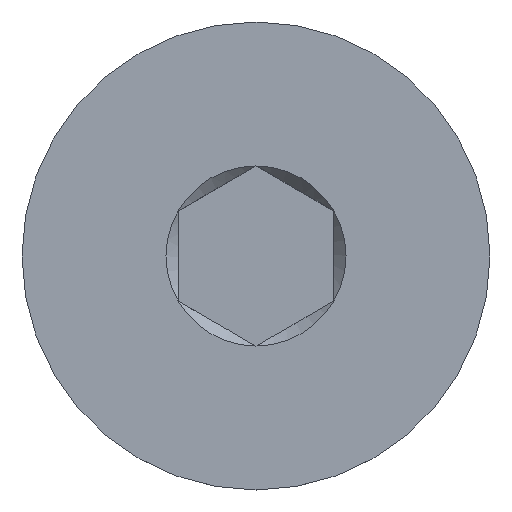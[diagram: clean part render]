
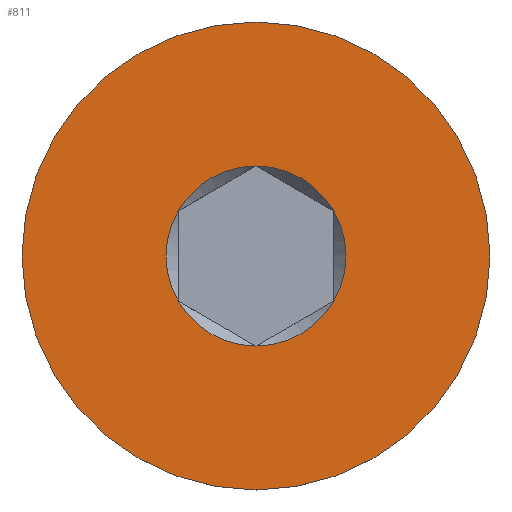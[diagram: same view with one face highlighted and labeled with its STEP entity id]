
A CAD part, top view. The second image highlights one B-rep face of the part: STEP entity #811.
In plain terms, the highlighted planar face has unit normal (0, 0, 1).
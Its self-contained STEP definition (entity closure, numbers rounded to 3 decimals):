
#17=FACE_BOUND('',#148,.T.);
#18=PLANE('',#892);
#99=FACE_OUTER_BOUND('',#147,.T.);
#147=EDGE_LOOP('',(#634,#635));
#148=EDGE_LOOP('',(#636,#637,#638,#639,#640,#641));
#172=CIRCLE('',#883,1.155);
#173=CIRCLE('',#885,3.);
#174=CIRCLE('',#886,3.);
#179=CIRCLE('',#893,1.155);
#180=CIRCLE('',#894,1.155);
#181=CIRCLE('',#895,1.155);
#182=CIRCLE('',#896,1.155);
#183=CIRCLE('',#897,1.155);
#357=VERTEX_POINT('',#3824);
#358=VERTEX_POINT('',#3825);
#359=VERTEX_POINT('',#3831);
#360=VERTEX_POINT('',#3832);
#366=VERTEX_POINT('',#3870);
#367=VERTEX_POINT('',#3872);
#368=VERTEX_POINT('',#3874);
#369=VERTEX_POINT('',#3876);
#465=EDGE_CURVE('',#357,#358,#172,.T.);
#466=EDGE_CURVE('',#359,#360,#173,.T.);
#467=EDGE_CURVE('',#360,#359,#174,.T.);
#476=EDGE_CURVE('',#358,#366,#179,.T.);
#477=EDGE_CURVE('',#366,#367,#180,.T.);
#478=EDGE_CURVE('',#367,#368,#181,.T.);
#479=EDGE_CURVE('',#368,#369,#182,.T.);
#480=EDGE_CURVE('',#369,#357,#183,.T.);
#634=ORIENTED_EDGE('',*,*,#466,.T.);
#635=ORIENTED_EDGE('',*,*,#467,.T.);
#636=ORIENTED_EDGE('',*,*,#476,.T.);
#637=ORIENTED_EDGE('',*,*,#477,.T.);
#638=ORIENTED_EDGE('',*,*,#478,.T.);
#639=ORIENTED_EDGE('',*,*,#479,.T.);
#640=ORIENTED_EDGE('',*,*,#480,.T.);
#641=ORIENTED_EDGE('',*,*,#465,.T.);
#811=ADVANCED_FACE('',(#99,#17),#18,.F.);
#883=AXIS2_PLACEMENT_3D('',#3829,#1010,#1011);
#885=AXIS2_PLACEMENT_3D('',#3833,#1014,#1015);
#886=AXIS2_PLACEMENT_3D('',#3834,#1016,#1017);
#892=AXIS2_PLACEMENT_3D('',#3869,#1030,#1031);
#893=AXIS2_PLACEMENT_3D('',#3871,#1032,#1033);
#894=AXIS2_PLACEMENT_3D('',#3873,#1034,#1035);
#895=AXIS2_PLACEMENT_3D('',#3875,#1036,#1037);
#896=AXIS2_PLACEMENT_3D('',#3877,#1038,#1039);
#897=AXIS2_PLACEMENT_3D('',#3878,#1040,#1041);
#1010=DIRECTION('center_axis',(0.,0.,-1.));
#1011=DIRECTION('ref_axis',(-1.,0.,0.));
#1014=DIRECTION('center_axis',(0.,0.,1.));
#1015=DIRECTION('ref_axis',(0.,-1.,0.));
#1016=DIRECTION('center_axis',(0.,0.,1.));
#1017=DIRECTION('ref_axis',(0.,-1.,0.));
#1030=DIRECTION('center_axis',(0.,0.,-1.));
#1031=DIRECTION('ref_axis',(0.,1.,0.));
#1032=DIRECTION('center_axis',(0.,0.,-1.));
#1033=DIRECTION('ref_axis',(-1.,0.,0.));
#1034=DIRECTION('center_axis',(0.,0.,-1.));
#1035=DIRECTION('ref_axis',(-1.,0.,0.));
#1036=DIRECTION('center_axis',(0.,0.,-1.));
#1037=DIRECTION('ref_axis',(-1.,0.,0.));
#1038=DIRECTION('center_axis',(0.,0.,-1.));
#1039=DIRECTION('ref_axis',(-1.,0.,0.));
#1040=DIRECTION('center_axis',(0.,0.,-1.));
#1041=DIRECTION('ref_axis',(-1.,0.,0.));
#3824=CARTESIAN_POINT('',(-1.,-0.577,4.));
#3825=CARTESIAN_POINT('',(-1.,0.577,4.));
#3829=CARTESIAN_POINT('Origin',(0.,0.,4.));
#3831=CARTESIAN_POINT('',(0.,-3.,4.));
#3832=CARTESIAN_POINT('',(0.,3.,4.));
#3833=CARTESIAN_POINT('Origin',(0.,0.,4.));
#3834=CARTESIAN_POINT('Origin',(0.,0.,4.));
#3869=CARTESIAN_POINT('Origin',(0.,0.,
4.));
#3870=CARTESIAN_POINT('',(0.,1.155,4.));
#3871=CARTESIAN_POINT('Origin',(0.,0.,4.));
#3872=CARTESIAN_POINT('',(1.,0.577,4.));
#3873=CARTESIAN_POINT('Origin',(0.,0.,4.));
#3874=CARTESIAN_POINT('',(1.,-0.577,4.));
#3875=CARTESIAN_POINT('Origin',(0.,0.,4.));
#3876=CARTESIAN_POINT('',(0.,-1.155,4.));
#3877=CARTESIAN_POINT('Origin',(0.,0.,4.));
#3878=CARTESIAN_POINT('Origin',(0.,0.,4.));
